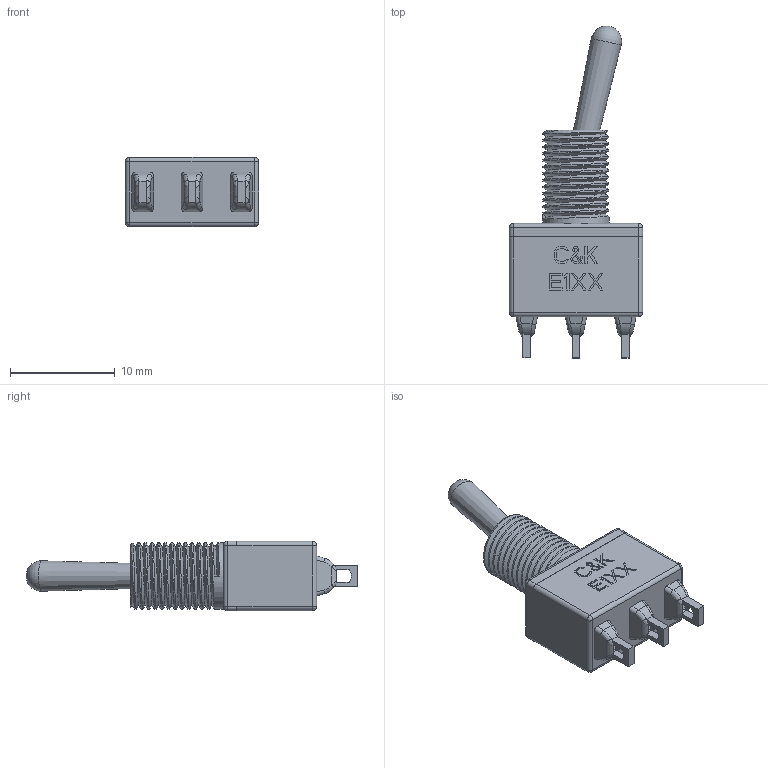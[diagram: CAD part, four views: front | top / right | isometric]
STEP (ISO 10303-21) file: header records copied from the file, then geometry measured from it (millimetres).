
FILE_DESCRIPTION(/* description */ ('STEP AP214'),/* implementation_level */ '2;1');
FILE_NAME(/* name */ 'E103SYZGE',/* time_stamp */ '2025-07-16T22:11:00+02:00',/* author */ ('License CC BY-ND 4.0'),/* organization */ ('CADENAS'),/* preprocessor_version */ 'ST-DEVELOPER v19.3',/* originating_system */ 'PARTsolutions',/* authorisation */ ' ');
FILE_SCHEMA (('AUTOMOTIVE_DESIGN {1 0 10303 214 3 1 1}'));
Length unit declared in the file: inch
Products named in the file (2): E103SYZGE; E103SYZGE_PART1
Assembly tree (1 placements, depth 2):
  E103SYZGE
    E103SYZGE_PART1
Bounding box: 12.7 x 31.66 x 6.65 mm (x, y, z)
Volume: 1059.7 mm3; surface area: 989.9 mm2
Topology: 1 solids, 1 shells, 382 faces, 1059 edges, 685 vertices
Faces by surface type: plane 221, bspline 79, cylinder 71, sphere 6, torus 3, cone 2
Full cylindrical faces by diameter (mm): 6.35 x1
Entity records: 16725 total; most frequent: CARTESIAN_POINT 7588, ORIENTED_EDGE 2102, DIRECTION 1549, EDGE_CURVE 1051, LINE 703, VECTOR 703, VERTEX_POINT 682, AXIS2_PLACEMENT_3D 423
